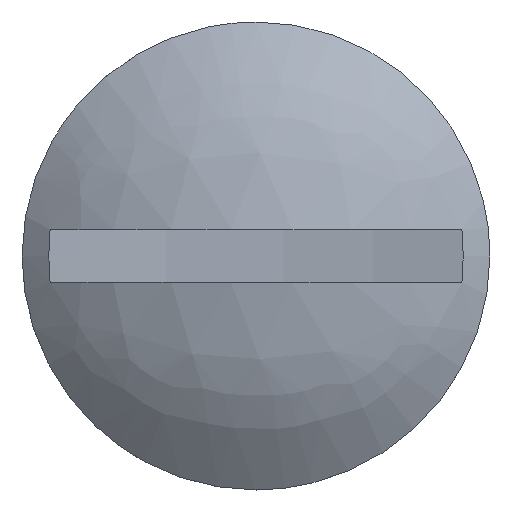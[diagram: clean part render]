
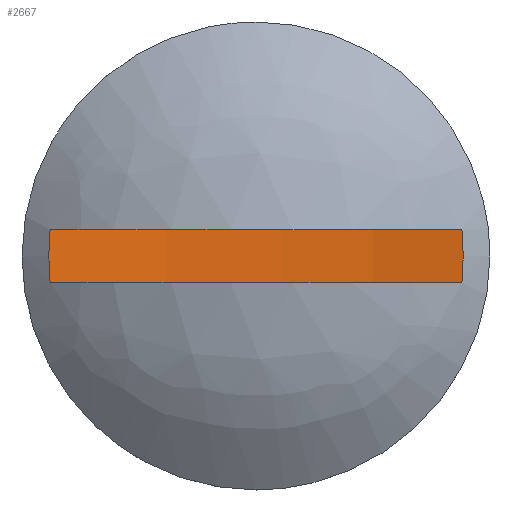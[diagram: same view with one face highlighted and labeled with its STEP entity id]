
A CAD part, top view. The second image highlights one B-rep face of the part: STEP entity #2667.
In plain terms, the highlighted free-form (B-spline) face has degree [1, 2] with [2, 3] control points.
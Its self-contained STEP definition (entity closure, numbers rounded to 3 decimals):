
#2556=CARTESIAN_POINT('',(-7.04,-0.9,1.158));
#2557=VERTEX_POINT('',#2556);
#2558=CARTESIAN_POINT('',(7.04,-0.9,1.158));
#2559=VERTEX_POINT('',#2558);
#2560=CARTESIAN_POINT('',(-7.04,-0.9,1.158));
#2561=CARTESIAN_POINT('',(0.,-0.9,-0.169));
#2562=CARTESIAN_POINT('',(7.04,-0.9,1.158));
#2570=(BOUNDED_CURVE()B_SPLINE_CURVE(2,(#2560,#2561,#2562),.UNSPECIFIED.,.F.,.U.)CURVE()GEOMETRIC_REPRESENTATION_ITEM()QUASI_UNIFORM_CURVE()RATIONAL_B_SPLINE_CURVE((1.0,0.983,1.0))REPRESENTATION_ITEM(''));
#2571=EDGE_CURVE('',#2557,#2559,#2570,.T.);
#2598=CARTESIAN_POINT('',(7.04,0.9,1.158));
#2599=VERTEX_POINT('',#2598);
#2600=CARTESIAN_POINT('',(-7.04,0.9,1.158));
#2601=VERTEX_POINT('',#2600);
#2619=CARTESIAN_POINT('',(-7.04,0.9,1.158));
#2620=CARTESIAN_POINT('',(0.,0.9,-0.169));
#2621=CARTESIAN_POINT('',(7.04,0.9,1.158));
#2629=(BOUNDED_CURVE()B_SPLINE_CURVE(2,(#2619,#2620,#2621),.UNSPECIFIED.,.F.,.U.)CURVE()GEOMETRIC_REPRESENTATION_ITEM()QUASI_UNIFORM_CURVE()RATIONAL_B_SPLINE_CURVE((1.0,0.983,1.0))REPRESENTATION_ITEM(''));
#2630=EDGE_CURVE('',#2601,#2599,#2629,.T.);
#2635=CARTESIAN_POINT('',(7.778,0.945,1.304));
#2636=CARTESIAN_POINT('',(7.778,-0.946,1.304));
#2637=CARTESIAN_POINT('',(0.,0.945,-0.322));
#2638=CARTESIAN_POINT('',(0.,-0.946,-0.322));
#2639=CARTESIAN_POINT('',(-7.779,0.945,1.305));
#2640=CARTESIAN_POINT('',(-7.779,-0.946,1.305));
#2648=(BOUNDED_SURFACE()B_SPLINE_SURFACE(1,2,((#2635,#2637,#2639),(#2636,#2638,#2640)),.UNSPECIFIED.,.F.,.F.,.U.)B_SPLINE_SURFACE_WITH_KNOTS((2,2),(3,3),(0.0,1.0),(0.917,16.64),.UNSPECIFIED.)GEOMETRIC_REPRESENTATION_ITEM()RATIONAL_B_SPLINE_SURFACE(((0.997,0.976,0.996),(0.997,0.976,0.996)))REPRESENTATION_ITEM('')SURFACE());
#2649=ORIENTED_EDGE('',*,*,#2630,.F.);
#2650=CARTESIAN_POINT('',(-7.04,-0.9,1.158));
#2651=CARTESIAN_POINT('',(-7.1,-0.302,1.169));
#2652=CARTESIAN_POINT('',(-7.1,0.302,1.169));
#2653=CARTESIAN_POINT('',(-7.04,0.9,1.158));
#2654=B_SPLINE_CURVE_WITH_KNOTS('',3,(#2650,#2651,#2652,#2653),.UNSPECIFIED.,.F.,.U.,(4,4),(0.,1.803),.UNSPECIFIED.);
#2655=EDGE_CURVE('',#2557,#2601,#2654,.T.);
#2656=ORIENTED_EDGE('',*,*,#2655,.F.);
#2657=ORIENTED_EDGE('',*,*,#2571,.T.);
#2658=CARTESIAN_POINT('',(7.04,0.9,1.158));
#2659=CARTESIAN_POINT('',(7.1,0.302,1.169));
#2660=CARTESIAN_POINT('',(7.1,-0.302,1.169));
#2661=CARTESIAN_POINT('',(7.04,-0.9,1.158));
#2662=B_SPLINE_CURVE_WITH_KNOTS('',3,(#2658,#2659,#2660,#2661),.UNSPECIFIED.,.F.,.U.,(4,4),(0.,1.803),.UNSPECIFIED.);
#2663=EDGE_CURVE('',#2599,#2559,#2662,.T.);
#2664=ORIENTED_EDGE('',*,*,#2663,.F.);
#2665=EDGE_LOOP('',(#2649,#2656,#2657,#2664));
#2666=FACE_OUTER_BOUND('',#2665,.T.);
#2667=ADVANCED_FACE('',(#2666),#2648,.F.);
